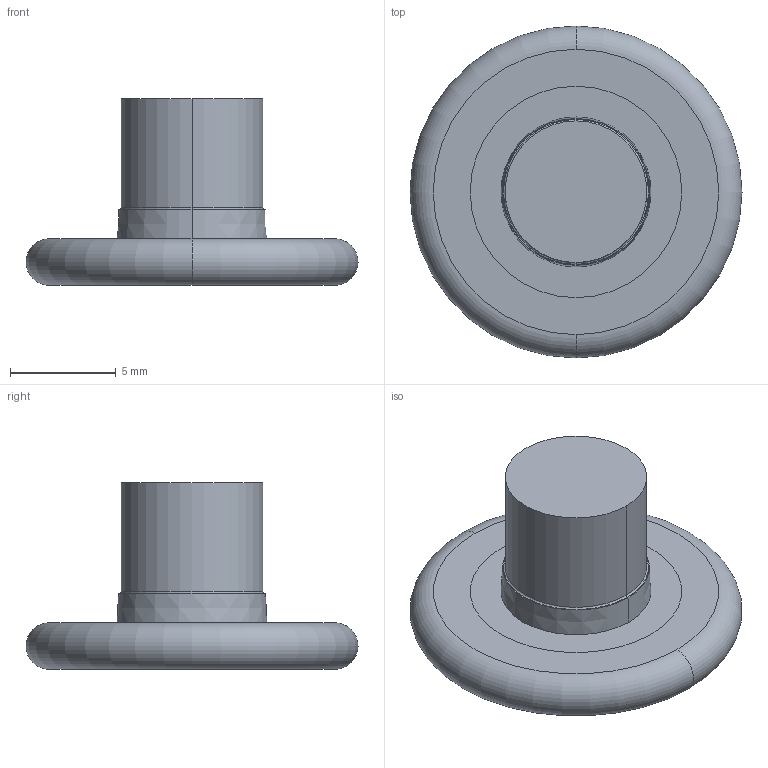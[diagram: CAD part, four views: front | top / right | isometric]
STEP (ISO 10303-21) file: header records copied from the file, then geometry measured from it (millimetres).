
FILE_DESCRIPTION((''),'2;1');
FILE_NAME('16T15722T6RP11','2015-11-21T',('thielmann'),(''),'PRO/ENGINEER BY PARAMETRIC TECHNOLOGY CORPORATION, 2011490','PRO/ENGINEER BY PARAMETRIC TECHNOLOGY CORPORATION, 2011490','');
FILE_SCHEMA(('AUTOMOTIVE_DESIGN { 1 2 10303 214 0 1 1 1 }'));
Length unit declared in the file: millimetre
Products named in the file (3): NOCUT; CUT; 16T15722T6RP11
Assembly tree (2 placements, depth 2):
  16T15722T6RP11
    NOCUT
    CUT
Bounding box: 15.7 x 15.7 x 8.82 mm (x, y, z)
Volume: 639.3 mm3; surface area: 724.8 mm2
Topology: 2 solids, 2 shells, 18 faces, 36 edges, 26 vertices
Faces by surface type: plane 6, cylinder 6, torus 4, cone 2
Entity records: 847 total; most frequent: DIRECTION 126, CARTESIAN_POINT 97, ORIENTED_EDGE 68, AXIS2_PLACEMENT_3D 58, PRESENTATION_STYLE_ASSIGNMENT 43, STYLED_ITEM 43, CURVE_STYLE 41, EDGE_CURVE 34
